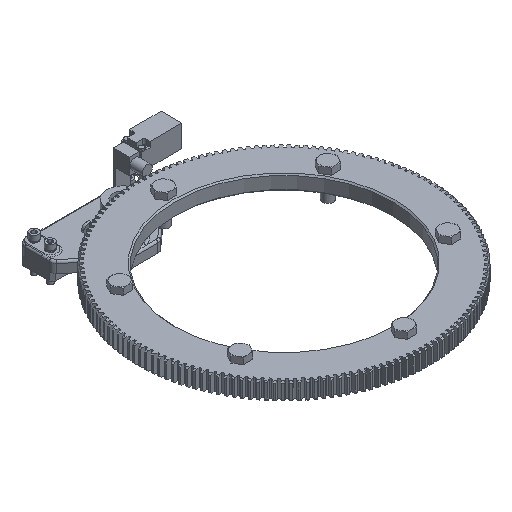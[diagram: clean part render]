
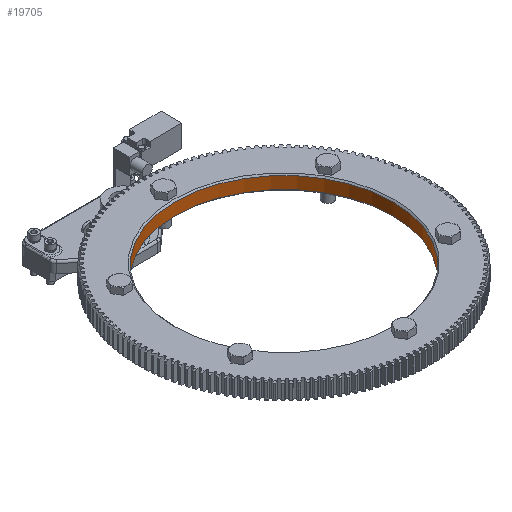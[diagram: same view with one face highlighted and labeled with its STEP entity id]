
A CAD part, isometric view. The second image highlights one B-rep face of the part: STEP entity #19705.
In plain terms, the highlighted cylindrical face has radius 161 mm (diameter 322 mm), a full revolution.
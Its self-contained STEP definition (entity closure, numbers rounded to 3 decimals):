
#4665 = CARTESIAN_POINT ( 'NONE',  ( 161., 0., 24. ) ) ;
#8028 = CARTESIAN_POINT ( 'NONE',  ( 0., 0., 24. ) ) ;
#8217 = CYLINDRICAL_SURFACE ( 'NONE', #43425, 161. ) ;
#8850 = EDGE_LOOP ( 'NONE', ( #24988 ) ) ;
#11911 = DIRECTION ( 'NONE',  ( 0., 0., -1. ) ) ;
#15658 = CARTESIAN_POINT ( 'NONE',  ( 0., 0., 0. ) ) ;
#15834 = VERTEX_POINT ( 'NONE', #34727 ) ;
#18958 = EDGE_LOOP ( 'NONE', ( #46688 ) ) ;
#19705 = ADVANCED_FACE ( 'NONE', ( #42028, #34068 ), #8217, .F. ) ;
#21268 = DIRECTION ( 'NONE',  ( 0., 0., -1. ) ) ;
#22426 = DIRECTION ( 'NONE',  ( 1., 0., 0. ) ) ;
#24988 = ORIENTED_EDGE ( 'NONE', *, *, #29080, .T. ) ;
#26356 = DIRECTION ( 'NONE',  ( -1., 0., 0. ) ) ;
#27753 = VERTEX_POINT ( 'NONE', #4665 ) ;
#28224 = CIRCLE ( 'NONE', #30634, 161. ) ;
#29080 = EDGE_CURVE ( 'NONE', #15834, #15834, #28224, .T. ) ;
#30634 = AXIS2_PLACEMENT_3D ( 'NONE', #39960, #21268, #44123 ) ;
#34068 = FACE_OUTER_BOUND ( 'NONE', #8850, .T. ) ;
#34727 = CARTESIAN_POINT ( 'NONE',  ( 161., 0., 6. ) ) ;
#38078 = CIRCLE ( 'NONE', #41368, 161. ) ;
#39960 = CARTESIAN_POINT ( 'NONE',  ( 0., 0., 6. ) ) ;
#41368 = AXIS2_PLACEMENT_3D ( 'NONE', #8028, #45301, #22426 ) ;
#42028 = FACE_OUTER_BOUND ( 'NONE', #18958, .T. ) ;
#43425 = AXIS2_PLACEMENT_3D ( 'NONE', #15658, #11911, #26356 ) ;
#44123 = DIRECTION ( 'NONE',  ( 1., 0., 0. ) ) ;
#44164 = EDGE_CURVE ( 'NONE', #27753, #27753, #38078, .T. ) ;
#45301 = DIRECTION ( 'NONE',  ( 0., 0., 1. ) ) ;
#46688 = ORIENTED_EDGE ( 'NONE', *, *, #44164, .T. ) ;
